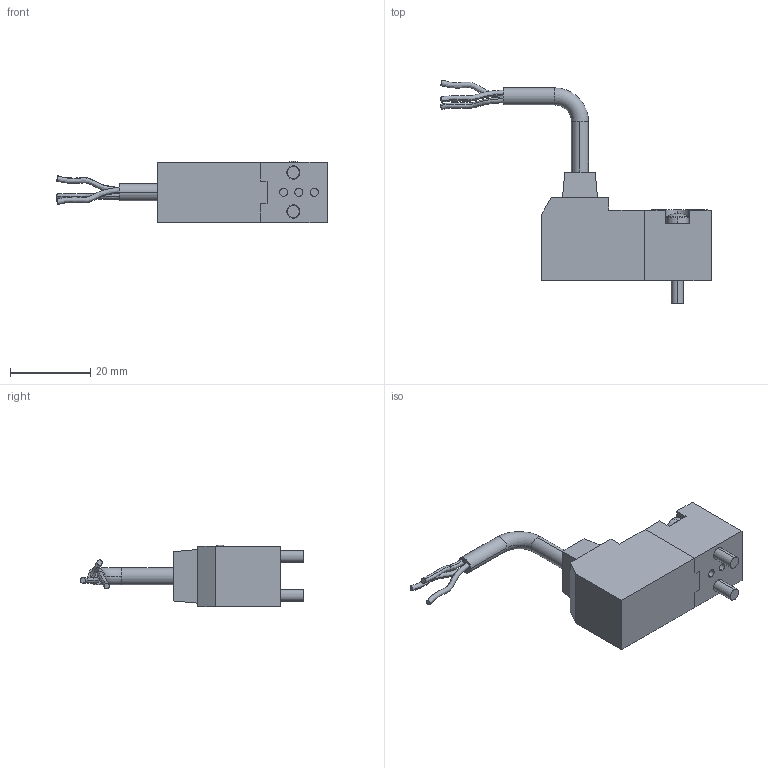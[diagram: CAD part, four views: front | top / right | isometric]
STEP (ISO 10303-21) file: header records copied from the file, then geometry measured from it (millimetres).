
FILE_DESCRIPTION (( 'STEP AP214' ), '1' );
FILE_NAME ('GVP-321CL-12D.step', '2018-10-25T18:25:39', ( '' ), ( '' ), 'SwSTEP 2.0', 'SolidWorks 2018', '' );
FILE_SCHEMA (( 'AUTOMOTIVE_DESIGN' ));
Length unit declared in the file: inch
Products named in the file (1): GVP-321CL-12D
Bounding box: 67.18 x 55.57 x 15.3 mm (x, y, z)
Volume: 12895.9 mm3; surface area: 5968.9 mm2
Topology: 4 solids, 4 shells, 120 faces, 284 edges, 182 vertices
Faces by surface type: plane 79, cylinder 25, torus 6, bspline 6, sphere 4
Entity records: 5775 total; most frequent: CARTESIAN_POINT 1295, DIRECTION 618, ORIENTED_EDGE 568, EDGE_CURVE 284, AXIS2_PLACEMENT_3D 225, VERTEX_POINT 182, LINE 168, VECTOR 168
